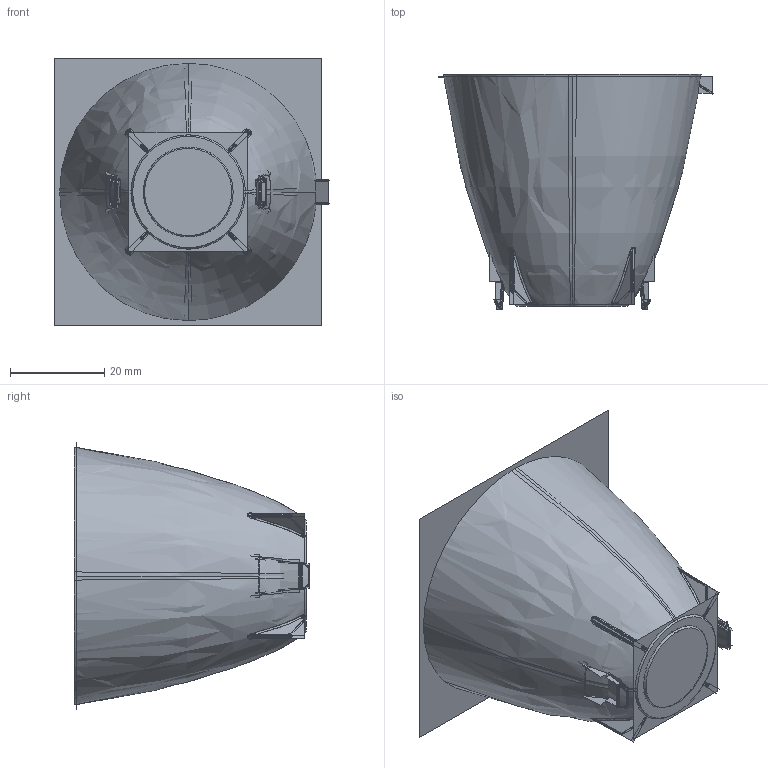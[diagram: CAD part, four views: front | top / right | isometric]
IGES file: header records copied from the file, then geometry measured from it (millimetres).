
Start section:  PTC IGES file: 12685_70178_customer.igs
Global section: file name: 12685_70178_customer.igs; native system: Pro/ENGINEER by Parametric Technology Corporation; preprocessor: 2010280; author: MingG; organization: Unknown; date: 20130412.133209; units: millimetre
Bounding box: 58.24 x 49.84 x 56.64 mm (x, y, z)
Volume: 28861.3 mm3; surface area: 120727.5 mm2
Topology: 2 solids, 2 shells, 502 faces, 3293 edges, 4670 vertices
Faces by surface type: revolution 252, bspline 250
